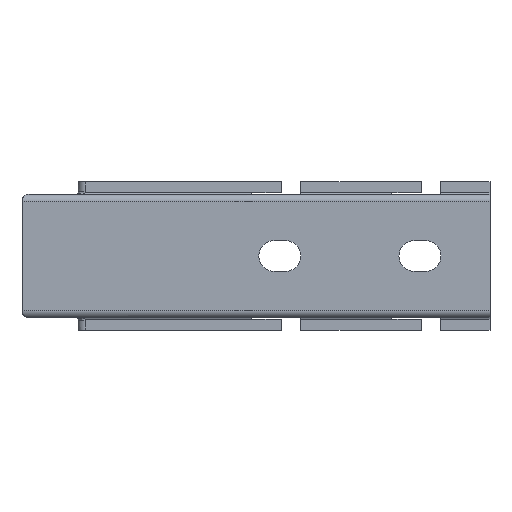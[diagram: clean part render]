
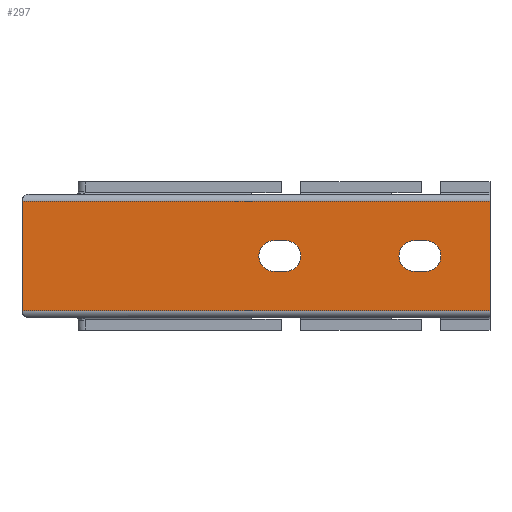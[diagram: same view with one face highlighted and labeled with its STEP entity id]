
A CAD part, front view. The second image highlights one B-rep face of the part: STEP entity #297.
In plain terms, the highlighted planar face has unit normal (0, -1, 0).
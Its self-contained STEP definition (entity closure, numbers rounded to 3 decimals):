
#11 = DIRECTION ( 'NONE',  ( -1., 0., 0. ) ) ;
#16 = ORIENTED_EDGE ( 'NONE', *, *, #3452, .F. ) ;
#190 = LINE ( 'NONE', #1174, #1966 ) ;
#242 = VERTEX_POINT ( 'NONE', #4261 ) ;
#251 = CARTESIAN_POINT ( 'NONE',  ( -217., 0., -5.5 ) ) ;
#297 = ADVANCED_FACE ( 'NONE', ( #1709, #2842, #967 ), #2448, .T. ) ;
#479 = EDGE_CURVE ( 'NONE', #4730, #737, #1472, .T. ) ;
#487 = CARTESIAN_POINT ( 'NONE',  ( -23., 0., -5.5 ) ) ;
#528 = DIRECTION ( 'NONE',  ( 1., 0., 0. ) ) ;
#634 = EDGE_CURVE ( 'NONE', #1454, #1303, #4147, .T. ) ;
#670 = VECTOR ( 'NONE', #11, 1000. ) ;
#705 = VERTEX_POINT ( 'NONE', #3355 ) ;
#737 = VERTEX_POINT ( 'NONE', #1081 ) ;
#817 = LINE ( 'NONE', #3412, #1136 ) ;
#866 = DIRECTION ( 'NONE',  ( 0., 0., -1. ) ) ;
#946 = CARTESIAN_POINT ( 'NONE',  ( -27., 0., 0. ) ) ;
#961 = VECTOR ( 'NONE', #2465, 1000. ) ;
#967 = FACE_OUTER_BOUND ( 'NONE', #1272, .T. ) ;
#973 = CARTESIAN_POINT ( 'NONE',  ( -23., 0., 0. ) ) ;
#978 = EDGE_CURVE ( 'NONE', #4225, #4060, #190, .T. ) ;
#989 = ORIENTED_EDGE ( 'NONE', *, *, #634, .F. ) ;
#1081 = CARTESIAN_POINT ( 'NONE',  ( 0., 0., -19.5 ) ) ;
#1085 = CARTESIAN_POINT ( 'NONE',  ( -217., 0., 5.5 ) ) ;
#1136 = VECTOR ( 'NONE', #528, 1000. ) ;
#1174 = CARTESIAN_POINT ( 'NONE',  ( -167., 0., 22. ) ) ;
#1201 = EDGE_CURVE ( 'NONE', #4225, #4730, #3646, .T. ) ;
#1202 = VECTOR ( 'NONE', #3949, 1000. ) ;
#1227 = LINE ( 'NONE', #2266, #2130 ) ;
#1272 = EDGE_LOOP ( 'NONE', ( #1796, #1406, #1580, #2272 ) ) ;
#1282 = CARTESIAN_POINT ( 'NONE',  ( -73., 0., -5.5 ) ) ;
#1287 = CIRCLE ( 'NONE', #4591, 5.5 ) ;
#1303 = VERTEX_POINT ( 'NONE', #4023 ) ;
#1406 = ORIENTED_EDGE ( 'NONE', *, *, #1201, .F. ) ;
#1445 = ORIENTED_EDGE ( 'NONE', *, *, #2297, .F. ) ;
#1454 = VERTEX_POINT ( 'NONE', #3533 ) ;
#1472 = LINE ( 'NONE', #3689, #1202 ) ;
#1564 = VERTEX_POINT ( 'NONE', #4690 ) ;
#1580 = ORIENTED_EDGE ( 'NONE', *, *, #978, .T. ) ;
#1651 = CARTESIAN_POINT ( 'NONE',  ( -73., 0., 5.5 ) ) ;
#1709 = FACE_BOUND ( 'NONE', #2062, .T. ) ;
#1796 = ORIENTED_EDGE ( 'NONE', *, *, #479, .F. ) ;
#1870 = LINE ( 'NONE', #1085, #670 ) ;
#1929 = CARTESIAN_POINT ( 'NONE',  ( -167., 0., 5.5 ) ) ;
#1934 = CARTESIAN_POINT ( 'NONE',  ( -167., 0., -19.5 ) ) ;
#1966 = VECTOR ( 'NONE', #3407, 1000. ) ;
#2008 = DIRECTION ( 'NONE',  ( 0., -1., 0. ) ) ;
#2026 = CARTESIAN_POINT ( 'NONE',  ( -167., 0., 22. ) ) ;
#2030 = ORIENTED_EDGE ( 'NONE', *, *, #2940, .F. ) ;
#2062 = EDGE_LOOP ( 'NONE', ( #3062, #2507, #1445, #16 ) ) ;
#2096 = EDGE_CURVE ( 'NONE', #1564, #3351, #4260, .T. ) ;
#2130 = VECTOR ( 'NONE', #2696, 1000. ) ;
#2266 = CARTESIAN_POINT ( 'NONE',  ( -167., 0., -19.5 ) ) ;
#2272 = ORIENTED_EDGE ( 'NONE', *, *, #3593, .T. ) ;
#2281 = VECTOR ( 'NONE', #3378, 1000. ) ;
#2297 = EDGE_CURVE ( 'NONE', #242, #1564, #3810, .T. ) ;
#2387 = CARTESIAN_POINT ( 'NONE',  ( -73., 0., 0. ) ) ;
#2418 = DIRECTION ( 'NONE',  ( 0., 0., -1. ) ) ;
#2448 = PLANE ( 'NONE',  #3422 ) ;
#2465 = DIRECTION ( 'NONE',  ( 1., 0., 0. ) ) ;
#2507 = ORIENTED_EDGE ( 'NONE', *, *, #2096, .F. ) ;
#2696 = DIRECTION ( 'NONE',  ( 1., 0., 0. ) ) ;
#2701 = VERTEX_POINT ( 'NONE', #487 ) ;
#2752 = DIRECTION ( 'NONE',  ( 0., 0., -1. ) ) ;
#2771 = ORIENTED_EDGE ( 'NONE', *, *, #4143, .F. ) ;
#2814 = CIRCLE ( 'NONE', #4580, 5.5 ) ;
#2835 = CARTESIAN_POINT ( 'NONE',  ( 0., 0., 19.5 ) ) ;
#2842 = FACE_BOUND ( 'NONE', #3186, .T. ) ;
#2940 = EDGE_CURVE ( 'NONE', #1303, #705, #2814, .T. ) ;
#3062 = ORIENTED_EDGE ( 'NONE', *, *, #4604, .F. ) ;
#3186 = EDGE_LOOP ( 'NONE', ( #3538, #2030, #989, #2771 ) ) ;
#3259 = CARTESIAN_POINT ( 'NONE',  ( -167., 0., 19.5 ) ) ;
#3351 = VERTEX_POINT ( 'NONE', #1282 ) ;
#3355 = CARTESIAN_POINT ( 'NONE',  ( -27., 0., -5.5 ) ) ;
#3357 = AXIS2_PLACEMENT_3D ( 'NONE', #973, #2008, #3545 ) ;
#3378 = DIRECTION ( 'NONE',  ( -1., 0., 0. ) ) ;
#3407 = DIRECTION ( 'NONE',  ( 0., 0., -1. ) ) ;
#3412 = CARTESIAN_POINT ( 'NONE',  ( -167., 0., -5.5 ) ) ;
#3422 = AXIS2_PLACEMENT_3D ( 'NONE', #2026, #3494, #2752 ) ;
#3452 = EDGE_CURVE ( 'NONE', #4526, #242, #1870, .T. ) ;
#3494 = DIRECTION ( 'NONE',  ( 0., -1., 0. ) ) ;
#3533 = CARTESIAN_POINT ( 'NONE',  ( -23., 0., 5.5 ) ) ;
#3538 = ORIENTED_EDGE ( 'NONE', *, *, #3635, .F. ) ;
#3541 = DIRECTION ( 'NONE',  ( 0., -1., 0. ) ) ;
#3545 = DIRECTION ( 'NONE',  ( 0., 0., -1. ) ) ;
#3563 = CARTESIAN_POINT ( 'NONE',  ( -77., 0., 0. ) ) ;
#3583 = CIRCLE ( 'NONE', #3357, 5.5 ) ;
#3593 = EDGE_CURVE ( 'NONE', #4060, #737, #1227, .T. ) ;
#3635 = EDGE_CURVE ( 'NONE', #705, #2701, #817, .T. ) ;
#3646 = LINE ( 'NONE', #3259, #3728 ) ;
#3672 = CARTESIAN_POINT ( 'NONE',  ( -167., 0., 19.5 ) ) ;
#3689 = CARTESIAN_POINT ( 'NONE',  ( 0., 0., 22. ) ) ;
#3728 = VECTOR ( 'NONE', #4369, 1000. ) ;
#3810 = CIRCLE ( 'NONE', #4042, 5.5 ) ;
#3871 = DIRECTION ( 'NONE',  ( 0., -1., 0. ) ) ;
#3949 = DIRECTION ( 'NONE',  ( 0., 0., -1. ) ) ;
#4023 = CARTESIAN_POINT ( 'NONE',  ( -27., 0., 5.5 ) ) ;
#4042 = AXIS2_PLACEMENT_3D ( 'NONE', #3563, #3541, #4262 ) ;
#4060 = VERTEX_POINT ( 'NONE', #1934 ) ;
#4143 = EDGE_CURVE ( 'NONE', #2701, #1454, #3583, .T. ) ;
#4147 = LINE ( 'NONE', #1929, #2281 ) ;
#4195 = DIRECTION ( 'NONE',  ( 0., -1., 0. ) ) ;
#4225 = VERTEX_POINT ( 'NONE', #3672 ) ;
#4260 = LINE ( 'NONE', #251, #961 ) ;
#4261 = CARTESIAN_POINT ( 'NONE',  ( -77., 0., 5.5 ) ) ;
#4262 = DIRECTION ( 'NONE',  ( 0., 0., -1. ) ) ;
#4369 = DIRECTION ( 'NONE',  ( 1., 0., 0. ) ) ;
#4526 = VERTEX_POINT ( 'NONE', #1651 ) ;
#4580 = AXIS2_PLACEMENT_3D ( 'NONE', #946, #4195, #2418 ) ;
#4591 = AXIS2_PLACEMENT_3D ( 'NONE', #2387, #3871, #866 ) ;
#4604 = EDGE_CURVE ( 'NONE', #3351, #4526, #1287, .T. ) ;
#4690 = CARTESIAN_POINT ( 'NONE',  ( -77., 0., -5.5 ) ) ;
#4730 = VERTEX_POINT ( 'NONE', #2835 ) ;
